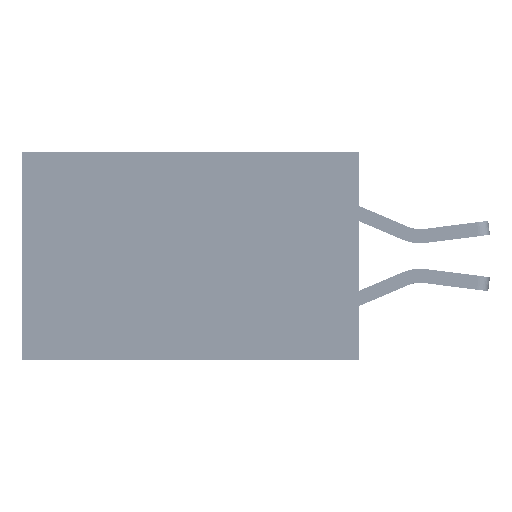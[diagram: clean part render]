
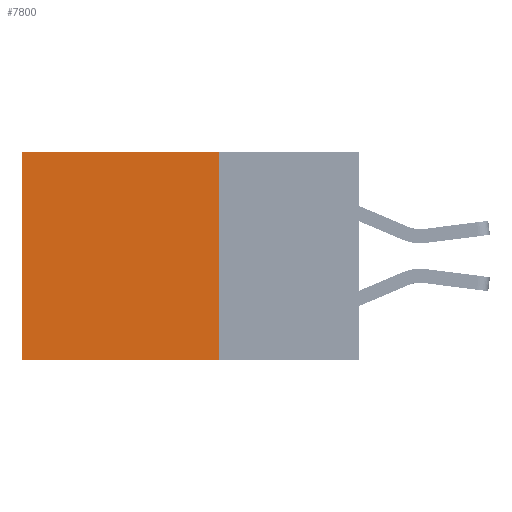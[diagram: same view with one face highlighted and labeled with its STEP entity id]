
A CAD part, left-side view. The second image highlights one B-rep face of the part: STEP entity #7800.
In plain terms, the highlighted planar face has unit normal (-1, 0, 0).
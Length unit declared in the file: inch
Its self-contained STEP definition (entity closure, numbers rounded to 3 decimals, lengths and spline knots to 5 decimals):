
#2 = LINE ( 'NONE', #14556, #39600 ) ;
#904 = VERTEX_POINT ( 'NONE', #22500 ) ;
#1560 = EDGE_CURVE ( 'NONE', #11992, #904, #11022, .T. ) ;
#5517 = PLANE ( 'NONE',  #12882 ) ;
#5682 = CARTESIAN_POINT ( 'NONE',  ( 0.2875, 0.25, 0. ) ) ;
#7800 = ADVANCED_FACE ( 'NONE', ( #27024 ), #5517, .F. ) ;
#8171 = VECTOR ( 'NONE', #43975, 39.37008 ) ;
#9977 = VERTEX_POINT ( 'NONE', #15900 ) ;
#11022 = LINE ( 'NONE', #33767, #32319 ) ;
#11754 = ORIENTED_EDGE ( 'NONE', *, *, #30080, .F. ) ;
#11992 = VERTEX_POINT ( 'NONE', #28641 ) ;
#12882 = AXIS2_PLACEMENT_3D ( 'NONE', #5682, #20427, #19953 ) ;
#14321 = ORIENTED_EDGE ( 'NONE', *, *, #27266, .T. ) ;
#14556 = CARTESIAN_POINT ( 'NONE',  ( 0.2875, 0.25, -0.37 ) ) ;
#15900 = CARTESIAN_POINT ( 'NONE',  ( 0.2875, 0.6, 0. ) ) ;
#18953 = ORIENTED_EDGE ( 'NONE', *, *, #20708, .T. ) ;
#19953 = DIRECTION ( 'NONE',  ( 0., 0., -1. ) ) ;
#20427 = DIRECTION ( 'NONE',  ( 1., 0., 0. ) ) ;
#20708 = EDGE_CURVE ( 'NONE', #9977, #43214, #39741, .T. ) ;
#20846 = LINE ( 'NONE', #42459, #37536 ) ;
#22500 = CARTESIAN_POINT ( 'NONE',  ( 0.2875, 0.25, -0.37 ) ) ;
#24013 = ORIENTED_EDGE ( 'NONE', *, *, #1560, .F. ) ;
#25160 = EDGE_LOOP ( 'NONE', ( #18953, #11754, #24013, #14321 ) ) ;
#27024 = FACE_OUTER_BOUND ( 'NONE', #25160, .T. ) ;
#27266 = EDGE_CURVE ( 'NONE', #11992, #9977, #20846, .T. ) ;
#28641 = CARTESIAN_POINT ( 'NONE',  ( 0.2875, 0.25, 0. ) ) ;
#30080 = EDGE_CURVE ( 'NONE', #904, #43214, #2, .T. ) ;
#30424 = DIRECTION ( 'NONE',  ( 0., 0., -1. ) ) ;
#32319 = VECTOR ( 'NONE', #30424, 39.37008 ) ;
#33767 = CARTESIAN_POINT ( 'NONE',  ( 0.2875, 0.25, 0. ) ) ;
#36687 = DIRECTION ( 'NONE',  ( 0., 1., 0. ) ) ;
#37536 = VECTOR ( 'NONE', #46323, 39.37008 ) ;
#39600 = VECTOR ( 'NONE', #36687, 39.37008 ) ;
#39741 = LINE ( 'NONE', #40264, #8171 ) ;
#40264 = CARTESIAN_POINT ( 'NONE',  ( 0.2875, 0.6, 0. ) ) ;
#41703 = CARTESIAN_POINT ( 'NONE',  ( 0.2875, 0.6, -0.37 ) ) ;
#42459 = CARTESIAN_POINT ( 'NONE',  ( 0.2875, 0.25, 0. ) ) ;
#43214 = VERTEX_POINT ( 'NONE', #41703 ) ;
#43975 = DIRECTION ( 'NONE',  ( 0., 0., -1. ) ) ;
#46323 = DIRECTION ( 'NONE',  ( 0., 1., 0. ) ) ;
